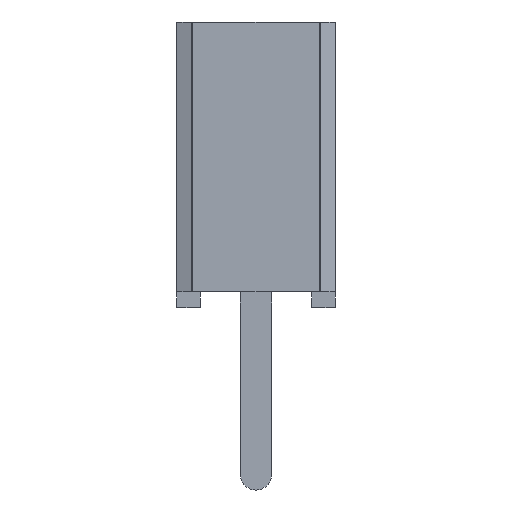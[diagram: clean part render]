
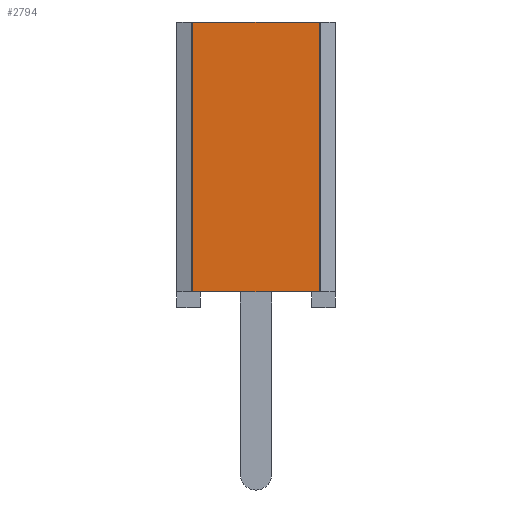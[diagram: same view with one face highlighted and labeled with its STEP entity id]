
A CAD part, left-side view. The second image highlights one B-rep face of the part: STEP entity #2794.
In plain terms, the highlighted planar face has unit normal (-1, 0, 0).
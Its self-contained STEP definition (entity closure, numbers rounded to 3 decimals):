
#2794 = ADVANCED_FACE('',(#2795),#2829,.F.);
#2795 = FACE_BOUND('',#2796,.T.);
#2796 = EDGE_LOOP('',(#2797,#2807,#2815,#2823));
#2797 = ORIENTED_EDGE('',*,*,#2798,.T.);
#2798 = EDGE_CURVE('',#2799,#2801,#2803,.T.);
#2799 = VERTEX_POINT('',#2800);
#2800 = CARTESIAN_POINT('',(-2.654,1.026,4.572));
#2801 = VERTEX_POINT('',#2802);
#2802 = CARTESIAN_POINT('',(-2.654,1.026,0.254));
#2803 = LINE('',#2804,#2805);
#2804 = CARTESIAN_POINT('',(-2.654,1.026,4.572));
#2805 = VECTOR('',#2806,1.);
#2806 = DIRECTION('',(0.,0.,-1.));
#2807 = ORIENTED_EDGE('',*,*,#2808,.T.);
#2808 = EDGE_CURVE('',#2801,#2809,#2811,.T.);
#2809 = VERTEX_POINT('',#2810);
#2810 = CARTESIAN_POINT('',(-2.654,-1.026,0.254));
#2811 = LINE('',#2812,#2813);
#2812 = CARTESIAN_POINT('',(-2.654,0.889,0.254));
#2813 = VECTOR('',#2814,1.);
#2814 = DIRECTION('',(0.,-1.,0.));
#2815 = ORIENTED_EDGE('',*,*,#2816,.T.);
#2816 = EDGE_CURVE('',#2809,#2817,#2819,.T.);
#2817 = VERTEX_POINT('',#2818);
#2818 = CARTESIAN_POINT('',(-2.654,-1.026,4.572));
#2819 = LINE('',#2820,#2821);
#2820 = CARTESIAN_POINT('',(-2.654,-1.026,4.572));
#2821 = VECTOR('',#2822,1.);
#2822 = DIRECTION('',(0.,0.,1.));
#2823 = ORIENTED_EDGE('',*,*,#2824,.F.);
#2824 = EDGE_CURVE('',#2799,#2817,#2825,.T.);
#2825 = LINE('',#2826,#2827);
#2826 = CARTESIAN_POINT('',(-2.654,1.27,4.572));
#2827 = VECTOR('',#2828,1.);
#2828 = DIRECTION('',(0.,-1.,0.));
#2829 = PLANE('',#2830);
#2830 = AXIS2_PLACEMENT_3D('',#2831,#2832,#2833);
#2831 = CARTESIAN_POINT('',(-2.654,1.27,4.572));
#2832 = DIRECTION('',(1.,0.,0.));
#2833 = DIRECTION('',(-0.,1.,0.));
